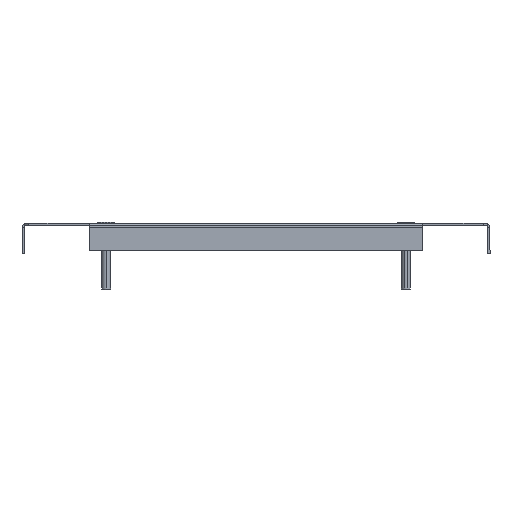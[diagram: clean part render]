
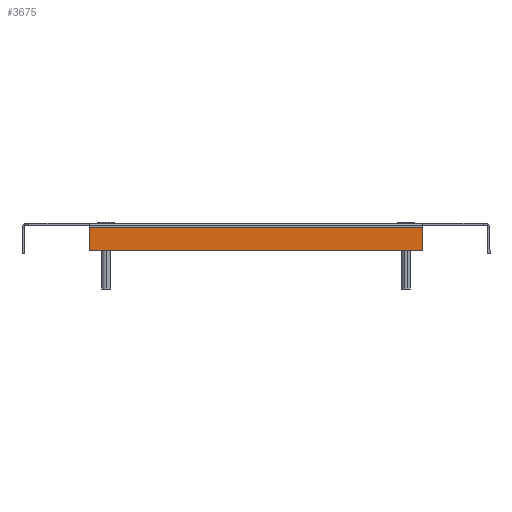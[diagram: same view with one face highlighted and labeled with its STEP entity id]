
A CAD part, front view. The second image highlights one B-rep face of the part: STEP entity #3675.
In plain terms, the highlighted planar face has unit normal (0, -1, 0).
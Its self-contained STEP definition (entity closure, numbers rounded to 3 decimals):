
#30 = CARTESIAN_POINT ( 'NONE',  ( 110., -1002.25, -16.5 ) ) ;
#248 = DIRECTION ( 'NONE',  ( 1., 0., 0. ) ) ;
#294 = EDGE_LOOP ( 'NONE', ( #490, #3922, #3971, #1723 ) ) ;
#324 = AXIS2_PLACEMENT_3D ( 'NONE', #1261, #813, #2555 ) ;
#436 = VECTOR ( 'NONE', #3470, 1000. ) ;
#490 = ORIENTED_EDGE ( 'NONE', *, *, #2094, .F. ) ;
#540 = EDGE_CURVE ( 'NONE', #3312, #2283, #3445, .T. ) ;
#694 = CARTESIAN_POINT ( 'NONE',  ( 110., -1002.25, -16.5 ) ) ;
#813 = DIRECTION ( 'NONE',  ( 0., 1., 0. ) ) ;
#1261 = CARTESIAN_POINT ( 'NONE',  ( 0., -1002.25, 0. ) ) ;
#1621 = CARTESIAN_POINT ( 'NONE',  ( -110., -1002.25, -1.3 ) ) ;
#1723 = ORIENTED_EDGE ( 'NONE', *, *, #540, .T. ) ;
#1784 = DIRECTION ( 'NONE',  ( 1., 0., 0. ) ) ;
#2094 = EDGE_CURVE ( 'NONE', #3303, #2283, #5437, .T. ) ;
#2283 = VERTEX_POINT ( 'NONE', #5644 ) ;
#2451 = CARTESIAN_POINT ( 'NONE',  ( 0., -1002.25, -1.3 ) ) ;
#2508 = VERTEX_POINT ( 'NONE', #3429 ) ;
#2527 = FACE_OUTER_BOUND ( 'NONE', #294, .T. ) ;
#2555 = DIRECTION ( 'NONE',  ( 0., 0., 1. ) ) ;
#2790 = DIRECTION ( 'NONE',  ( 0., 0., -1. ) ) ;
#3089 = EDGE_CURVE ( 'NONE', #2508, #3312, #5275, .T. ) ;
#3303 = VERTEX_POINT ( 'NONE', #1621 ) ;
#3312 = VERTEX_POINT ( 'NONE', #694 ) ;
#3420 = PLANE ( 'NONE',  #324 ) ;
#3429 = CARTESIAN_POINT ( 'NONE',  ( -110., -1002.25, -16.5 ) ) ;
#3445 = LINE ( 'NONE', #5664, #436 ) ;
#3470 = DIRECTION ( 'NONE',  ( 0., 0., 1. ) ) ;
#3675 = ADVANCED_FACE ( 'NONE', ( #2527 ), #3420, .F. ) ;
#3922 = ORIENTED_EDGE ( 'NONE', *, *, #5560, .T. ) ;
#3971 = ORIENTED_EDGE ( 'NONE', *, *, #3089, .T. ) ;
#4141 = VECTOR ( 'NONE', #248, 1000. ) ;
#4190 = CARTESIAN_POINT ( 'NONE',  ( -110., -1002.25, -16.5 ) ) ;
#5023 = LINE ( 'NONE', #4190, #5595 ) ;
#5275 = LINE ( 'NONE', #30, #5523 ) ;
#5437 = LINE ( 'NONE', #2451, #4141 ) ;
#5523 = VECTOR ( 'NONE', #1784, 1000. ) ;
#5560 = EDGE_CURVE ( 'NONE', #3303, #2508, #5023, .T. ) ;
#5595 = VECTOR ( 'NONE', #2790, 1000. ) ;
#5644 = CARTESIAN_POINT ( 'NONE',  ( 110., -1002.25, -1.3 ) ) ;
#5664 = CARTESIAN_POINT ( 'NONE',  ( 110., -1002.25, 0. ) ) ;
